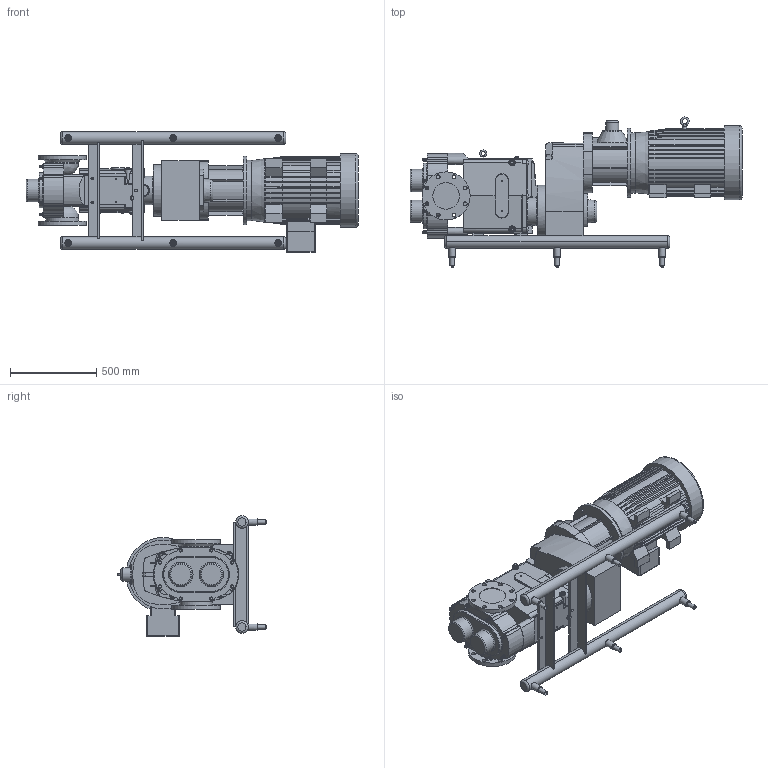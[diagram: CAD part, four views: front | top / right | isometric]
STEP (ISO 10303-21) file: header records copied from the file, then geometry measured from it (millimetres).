
FILE_DESCRIPTION(/* description */ (''),/* implementation_level */ '2;1');
FILE_NAME(/* name */ 'U1_320U1_326TC_6.0x6.0_S-Line_50HP_LH_SM.stp',/* time_stamp */ '2021-05-24T16:26:27+06:00',/* author */ ('trtmhr'),/* organization */ (''),/* preprocessor_version */ 'ST-DEVELOPER v18.1',/* originating_system */ 'Autodesk Inventor 2020',/* authorisation */ '');
FILE_SCHEMA (('AUTOMOTIVE_DESIGN { 1 0 10303 214 3 1 1 }'));
Length unit declared in the file: inch
Products named in the file (1): U1_320U1_326TC_6.0x6.0_S-Line_50HP_LH_SM
Bounding box: 1927.86 x 870.82 x 699.97 mm (x, y, z)
Volume: 219866062.1 mm3; surface area: 5238971 mm2
Topology: 4 solids, 4 shells, 1277 faces, 3511 edges, 2315 vertices
Faces by surface type: plane 623, cylinder 392, bspline 112, torus 90, cone 51, sphere 9
Full cylindrical faces by diameter (mm): 7.62 x6, 7.798 x1, 14.275 x8, 14.3 x3, 15.24 x1, 16.669 x1, 19.05 x8, 22.225 x17, 23.876 x3, 25.4 x10, 29.21 x1, 31.75 x3, 38.1 x10, 42.672 x2, 75.997 x1, 111.989 x1, 130.175 x2, 153.924 x2, 190.5 x2, 279.4 x2, 299.974 x1, 350.012 x1, 399.999 x1, 429.514 x1
Entity records: 44960 total; most frequent: CARTESIAN_POINT 12078, ORIENTED_EDGE 6988, DIRECTION 6695, EDGE_CURVE 3494, AXIS2_PLACEMENT_3D 2466, VERTEX_POINT 2315, LINE 1763, VECTOR 1763
